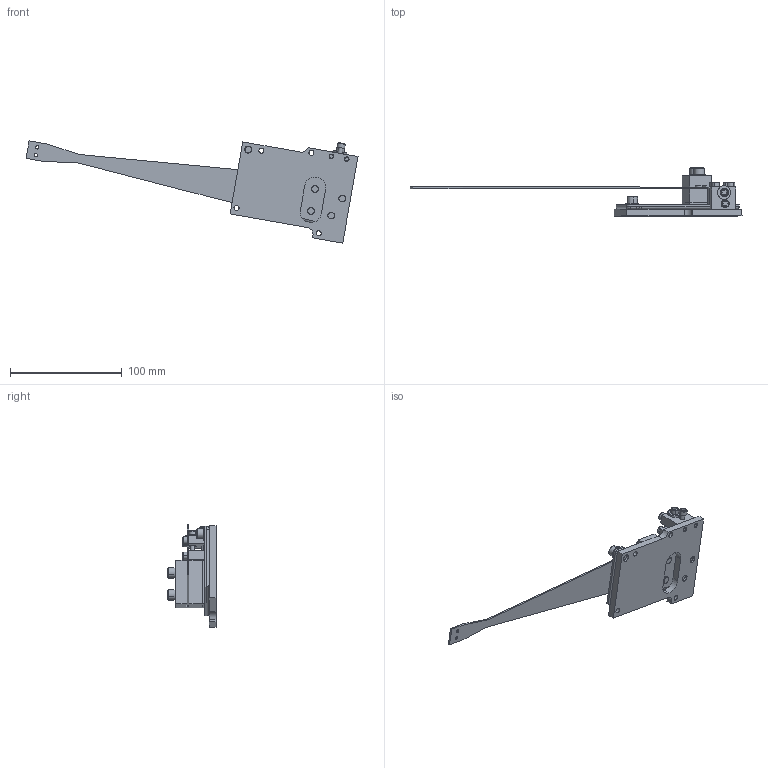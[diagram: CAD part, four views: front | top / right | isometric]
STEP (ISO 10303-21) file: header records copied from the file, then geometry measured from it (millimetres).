
FILE_DESCRIPTION (( 'STEP AP203' ), '1' );
FILE_NAME ('D030451-v2.STEP', '2013-03-12T01:29:14', ( 'Dwayne Giardina' ), ( 'Microsoft' ), 'SwSTEP 2.0', 'SolidWorks 2013', '' );
FILE_SCHEMA (( 'CONFIG_CONTROL_DESIGN' ));
Length unit declared in the file: millimetre
Products named in the file (16): D030450_RotationalAdjuster_PullPlate; D020116_upperbladeclamp_upperside; D030448_RotationalAdjuster_BasePlate; D030449_RotationalAdjuster_PushPlate; D080018_AdLIGO_OMC_UpperBlade; SST_Socketheadcapscrew_SHCS 0.25-20  X 0.375; NAS 620 FLAT WASHERS_________ FLAT WASHERS NAS 620-C416L (1-4)  (OR EQUIV.); D030459_RA upperbladeclamp_lowerside 0.0 degree; D1100785 ALIGO, SUS NITRONIC FLAT WASHER_D1100785-472; D030447_RotationalAdjuster_RotatingPlate; D020680_upperbladeclamp_lowerside_shim2 mm; Ag-SST_Socketheadcapscrew_SHCS #8-32  X 0.75; Ag-SST_Socketheadcapscrew_SHCS 0.25-20  X 1.25; D030451-v2; SST_Socketheadcapscrew_SHCS #8-32  X 1; Ag-SST_Socketheadcapscrew_SHCS #8-32  X 1
Assembly tree (25 placements, depth 2):
  D030451-v2
    D030448_RotationalAdjuster_BasePlate
    D030447_RotationalAdjuster_RotatingPlate
    D1100785 ALIGO, SUS NITRONIC FLAT WASHER_D1100785-472  x4
    SST_Socketheadcapscrew_SHCS 0.25-20  X 0.375  x3
    D020680_upperbladeclamp_lowerside_shim2 mm
    D030459_RA upperbladeclamp_lowerside 0.0 degree
    D080018_AdLIGO_OMC_UpperBlade
    D020116_upperbladeclamp_upperside
    NAS 620 FLAT WASHERS_________ FLAT WASHERS NAS 620-C416L (1-4)  (OR EQUIV.)  x2
    Ag-SST_Socketheadcapscrew_SHCS 0.25-20  X 1.25  x2
    D030450_RotationalAdjuster_PullPlate
    Ag-SST_Socketheadcapscrew_SHCS #8-32  X 0.75  x3
    D030449_RotationalAdjuster_PushPlate
    SST_Socketheadcapscrew_SHCS #8-32  X 1  x2
    Ag-SST_Socketheadcapscrew_SHCS #8-32  X 1
Bounding box: 297.78 x 43.18 x 91.74 mm (x, y, z)
Volume: 97643 mm3; surface area: 61579.2 mm2
Topology: 25 solids, 25 shells, 385 faces, 888 edges, 573 vertices
Faces by surface type: plane 189, cylinder 149, cone 44, torus 3
Entity records: 9613 total; most frequent: DIRECTION 1400, CARTESIAN_POINT 1325, ORIENTED_EDGE 1224, EDGE_CURVE 612, AXIS2_PLACEMENT_3D 516, VERTEX_POINT 397, LINE 368, VECTOR 368
